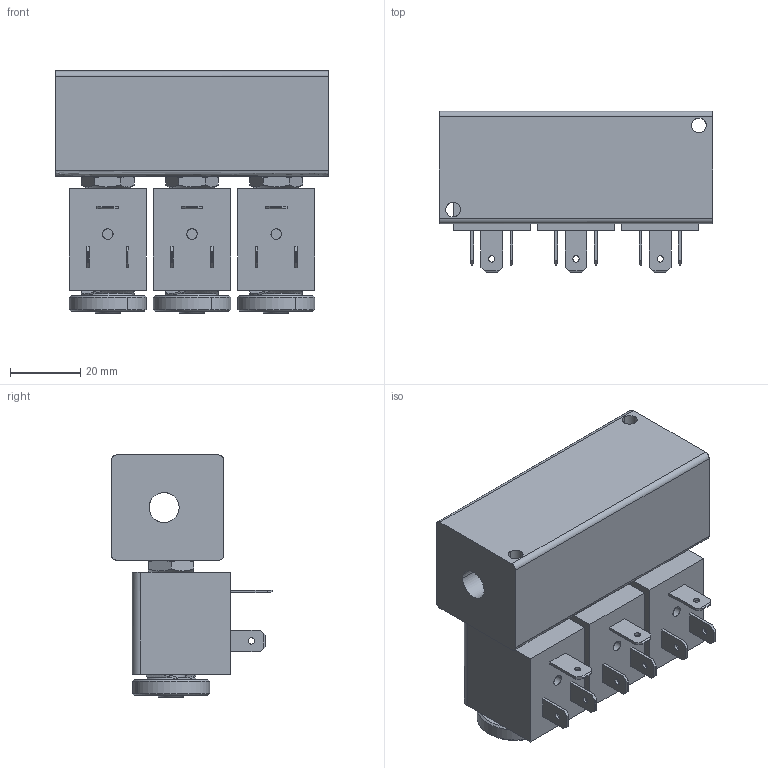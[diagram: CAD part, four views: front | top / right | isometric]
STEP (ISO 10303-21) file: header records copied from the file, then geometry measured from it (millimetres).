
FILE_DESCRIPTION(/* description */ (''),/* implementation_level */ '2;1');
FILE_NAME(/* name */ '00_053_3',/* time_stamp */ '2018-11-26T10:44:56+01:00',/* author */ (''),/* organization */ (''),/* preprocessor_version */ 'ST-DEVELOPER v15',/* originating_system */ '',/* authorisation */ '');
FILE_SCHEMA (('CONFIG_CONTROL_DESIGN'));
Length unit declared in the file: millimetre
Products named in the file (1): Document
Bounding box: 78 x 45.9 x 69 mm (x, y, z)
Volume: 53405 mm3; surface area: 40267.3 mm2
Topology: 9 solids, 28 shells, 577 faces, 1341 edges, 829 vertices
Faces by surface type: bspline 323, plane 254
Entity records: 19279 total; most frequent: CARTESIAN_POINT 10858, ORIENTED_EDGE 2678, EDGE_CURVE 1358, VERTEX_POINT 842, B_SPLINE_CURVE_WITH_KNOTS 761, EDGE_LOOP 661, ADVANCED_FACE 577, FACE_OUTER_BOUND 577
